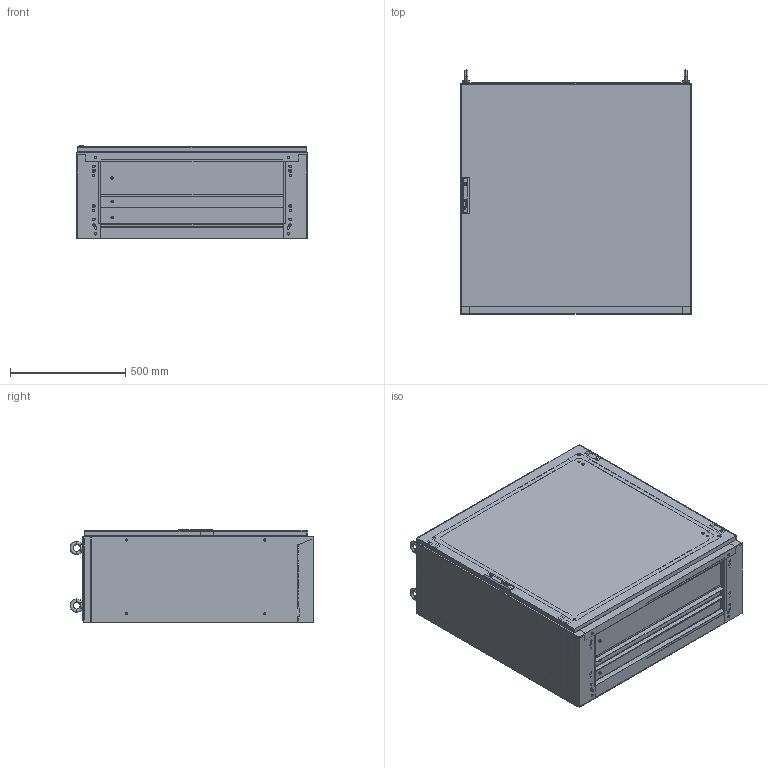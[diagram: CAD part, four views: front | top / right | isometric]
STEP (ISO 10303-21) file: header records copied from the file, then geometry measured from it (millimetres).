
FILE_DESCRIPTION (( 'STEP AP214' ), '1' );
FILE_NAME ('0390-1010-40-07.step', '2022-07-28T11:00:16', ( '' ), ( '' ), 'SwSTEP 2.0', 'SolidWorks 2019', '' );
FILE_SCHEMA (( 'AUTOMOTIVE_DESIGN' ));
Length unit declared in the file: millimetre
Products named in the file (5): TuerR_s_0395-1010-00-97; 0390-1010-40-07; Dachplatte_ss_0390-1000-40-07; Bodenplattensatz_s_0396-1000-40-03; Korpus_ss_1010-40
Assembly tree (4 placements, depth 2):
  0390-1010-40-07
    Korpus_ss_1010-40
    TuerR_s_0395-1010-00-97
    Dachplatte_ss_0390-1000-40-07
    Bodenplattensatz_s_0396-1000-40-03
Bounding box: 1000 x 1057.99 x 407.5 mm (x, y, z)
Volume: 8510727.6 mm3; surface area: 9150205.6 mm2
Topology: 39 solids, 39 shells, 3614 faces, 9588 edges, 6342 vertices
Faces by surface type: plane 1962, cylinder 1456, cone 158, torus 24, bspline 14
Entity records: 136541 total; most frequent: CARTESIAN_POINT 21471, DIRECTION 19694, ORIENTED_EDGE 19176, EDGE_CURVE 9588, AXIS2_PLACEMENT_3D 6757, VERTEX_POINT 6342, LINE 6180, VECTOR 6180
